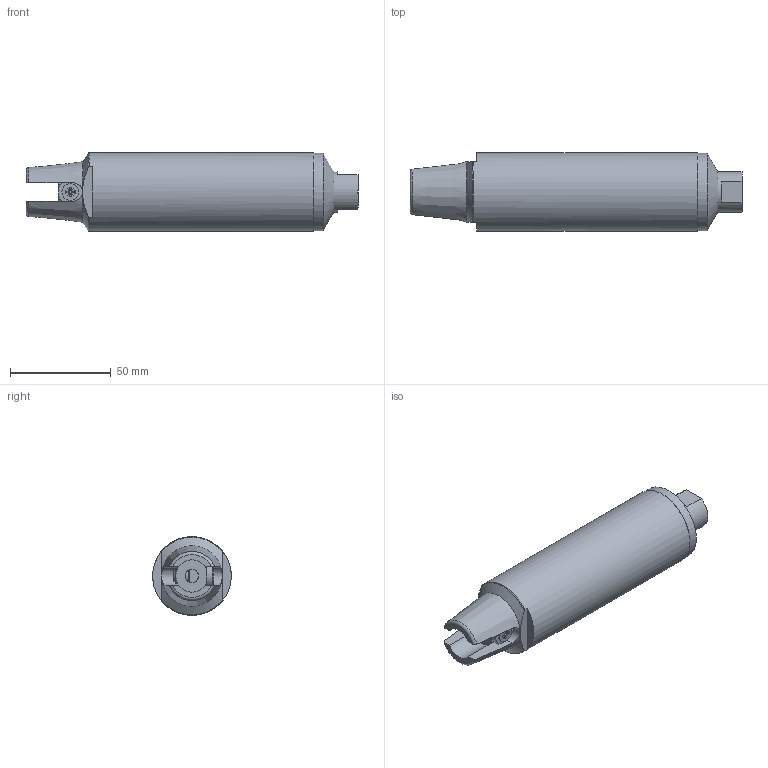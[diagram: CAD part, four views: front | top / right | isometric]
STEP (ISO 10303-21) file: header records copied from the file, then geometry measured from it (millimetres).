
FILE_DESCRIPTION((''),'2;1');
FILE_NAME('FRV 100_60026946.stp','2012-09-21T13:13:05',('ibasyouni'),(''),'Autodesk Inventor 2012','Autodesk Inventor 2012','');
FILE_SCHEMA(('AUTOMOTIVE_DESIGN { 1 0 10303 214 1 1 1 1 }'));
Length unit declared in the file: millimetre
Products named in the file (1): FRV 100_60026946
Bounding box: 164.5 x 38.95 x 38.89 mm (x, y, z)
Volume: 156494.3 mm3; surface area: 21775.4 mm2
Topology: 1 solids, 3 shells, 120 faces, 301 edges, 193 vertices
Faces by surface type: plane 58, cone 28, cylinder 26, torus 8
Full cylindrical faces by diameter (mm): 2.1 x1, 3.242 x1, 3.571 x1, 4 x1, 6.5 x1, 7 x1, 8.4 x1, 11.445 x1, 15.1 x1, 16 x1, 20 x1, 38.5 x1, 39 x1
Entity records: 3857 total; most frequent: CARTESIAN_POINT 1093, DIRECTION 526, ORIENTED_EDGE 524, EDGE_CURVE 262, AXIS2_PLACEMENT_3D 217, VERTEX_POINT 177, EDGE_LOOP 155, FACE_OUTER_BOUND 120
